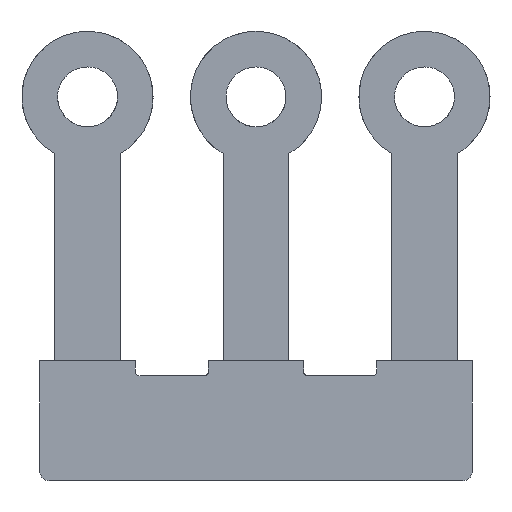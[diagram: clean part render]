
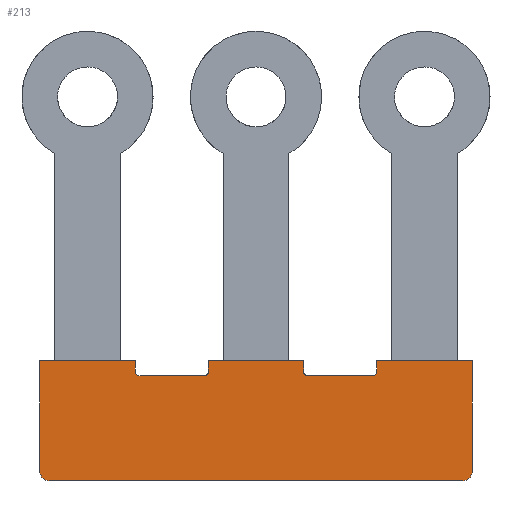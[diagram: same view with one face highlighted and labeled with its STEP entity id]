
A CAD part, front view. The second image highlights one B-rep face of the part: STEP entity #213.
In plain terms, the highlighted planar face has unit normal (0, -1, 0).
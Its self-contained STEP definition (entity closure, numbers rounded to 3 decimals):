
#74=AXIS2_PLACEMENT_3D('Plane Axis2P3D',#71,#72,#73) ;
#87=AXIS2_PLACEMENT_3D('Circle Axis2P3D',#85,#86,$) ;
#115=AXIS2_PLACEMENT_3D('Circle Axis2P3D',#113,#114,$) ;
#129=AXIS2_PLACEMENT_3D('Circle Axis2P3D',#127,#128,$) ;
#148=AXIS2_PLACEMENT_3D('Circle Axis2P3D',#146,#147,$) ;
#162=AXIS2_PLACEMENT_3D('Circle Axis2P3D',#160,#161,$) ;
#190=AXIS2_PLACEMENT_3D('Circle Axis2P3D',#188,#189,$) ;
#49=CARTESIAN_POINT('Vertex',(9.95,0.,5.8)) ;
#52=CARTESIAN_POINT('Line Origine',(9.95,0.,6.1)) ;
#56=CARTESIAN_POINT('Vertex',(9.95,0.,6.4)) ;
#71=CARTESIAN_POINT('Axis2P3D Location',(17.,0.,3.2)) ;
#76=CARTESIAN_POINT('Line Origine',(12.5,0.,0.)) ;
#80=CARTESIAN_POINT('Vertex',(23.55,0.,0.)) ;
#82=CARTESIAN_POINT('Vertex',(1.45,0.,0.)) ;
#85=CARTESIAN_POINT('Axis2P3D Location',(23.55,0.,0.5)) ;
#89=CARTESIAN_POINT('Vertex',(24.05,0.,0.5)) ;
#92=CARTESIAN_POINT('Line Origine',(24.05,0.,3.45)) ;
#96=CARTESIAN_POINT('Vertex',(24.05,0.,6.4)) ;
#99=CARTESIAN_POINT('Line Origine',(21.5,0.,6.4)) ;
#103=CARTESIAN_POINT('Vertex',(18.95,0.,6.4)) ;
#106=CARTESIAN_POINT('Line Origine',(18.95,0.,6.1)) ;
#110=CARTESIAN_POINT('Vertex',(18.95,0.,5.8)) ;
#113=CARTESIAN_POINT('Axis2P3D Location',(18.75,0.,5.8)) ;
#117=CARTESIAN_POINT('Vertex',(18.75,0.,5.6)) ;
#120=CARTESIAN_POINT('Line Origine',(17.,0.,5.6)) ;
#124=CARTESIAN_POINT('Vertex',(15.25,0.,5.6)) ;
#127=CARTESIAN_POINT('Axis2P3D Location',(15.25,0.,5.8)) ;
#131=CARTESIAN_POINT('Vertex',(15.05,0.,5.8)) ;
#134=CARTESIAN_POINT('Line Origine',(15.05,0.,6.1)) ;
#138=CARTESIAN_POINT('Vertex',(15.05,0.,6.4)) ;
#141=CARTESIAN_POINT('Line Origine',(12.5,0.,6.4)) ;
#146=CARTESIAN_POINT('Axis2P3D Location',(9.75,0.,5.8)) ;
#150=CARTESIAN_POINT('Vertex',(9.75,0.,5.6)) ;
#153=CARTESIAN_POINT('Line Origine',(8.,0.,5.6)) ;
#157=CARTESIAN_POINT('Vertex',(6.25,0.,5.6)) ;
#160=CARTESIAN_POINT('Axis2P3D Location',(6.25,0.,5.8)) ;
#164=CARTESIAN_POINT('Vertex',(6.05,0.,5.8)) ;
#167=CARTESIAN_POINT('Line Origine',(6.05,0.,6.1)) ;
#171=CARTESIAN_POINT('Vertex',(6.05,0.,6.4)) ;
#174=CARTESIAN_POINT('Line Origine',(3.5,0.,6.4)) ;
#178=CARTESIAN_POINT('Vertex',(0.95,0.,6.4)) ;
#181=CARTESIAN_POINT('Line Origine',(0.95,0.,3.45)) ;
#185=CARTESIAN_POINT('Vertex',(0.95,0.,0.5)) ;
#188=CARTESIAN_POINT('Axis2P3D Location',(1.45,0.,0.5)) ;
#53=DIRECTION('Vector Direction',(0.,0.,1.)) ;
#72=DIRECTION('Axis2P3D Direction',(0.,1.,0.)) ;
#73=DIRECTION('Axis2P3D XDirection',(0.,0.,1.)) ;
#77=DIRECTION('Vector Direction',(-1.,0.,0.)) ;
#86=DIRECTION('Axis2P3D Direction',(0.,1.,0.)) ;
#93=DIRECTION('Vector Direction',(0.,0.,-1.)) ;
#100=DIRECTION('Vector Direction',(1.,0.,0.)) ;
#107=DIRECTION('Vector Direction',(0.,0.,1.)) ;
#114=DIRECTION('Axis2P3D Direction',(0.,1.,0.)) ;
#121=DIRECTION('Vector Direction',(1.,0.,0.)) ;
#128=DIRECTION('Axis2P3D Direction',(0.,1.,0.)) ;
#135=DIRECTION('Vector Direction',(0.,0.,-1.)) ;
#142=DIRECTION('Vector Direction',(1.,0.,0.)) ;
#147=DIRECTION('Axis2P3D Direction',(0.,1.,0.)) ;
#154=DIRECTION('Vector Direction',(1.,0.,0.)) ;
#161=DIRECTION('Axis2P3D Direction',(0.,1.,0.)) ;
#168=DIRECTION('Vector Direction',(0.,0.,-1.)) ;
#175=DIRECTION('Vector Direction',(1.,0.,0.)) ;
#182=DIRECTION('Vector Direction',(0.,0.,1.)) ;
#189=DIRECTION('Axis2P3D Direction',(0.,1.,0.)) ;
#54=VECTOR('Line Direction',#53,1.) ;
#78=VECTOR('Line Direction',#77,1.) ;
#94=VECTOR('Line Direction',#93,1.) ;
#101=VECTOR('Line Direction',#100,1.) ;
#108=VECTOR('Line Direction',#107,1.) ;
#122=VECTOR('Line Direction',#121,1.) ;
#136=VECTOR('Line Direction',#135,1.) ;
#143=VECTOR('Line Direction',#142,1.) ;
#155=VECTOR('Line Direction',#154,1.) ;
#169=VECTOR('Line Direction',#168,1.) ;
#176=VECTOR('Line Direction',#175,1.) ;
#183=VECTOR('Line Direction',#182,1.) ;
#194=ORIENTED_EDGE('',*,*,#84,.F.) ;
#195=ORIENTED_EDGE('',*,*,#91,.T.) ;
#196=ORIENTED_EDGE('',*,*,#98,.F.) ;
#197=ORIENTED_EDGE('',*,*,#105,.F.) ;
#198=ORIENTED_EDGE('',*,*,#112,.F.) ;
#199=ORIENTED_EDGE('',*,*,#119,.T.) ;
#200=ORIENTED_EDGE('',*,*,#126,.F.) ;
#201=ORIENTED_EDGE('',*,*,#133,.T.) ;
#202=ORIENTED_EDGE('',*,*,#140,.F.) ;
#203=ORIENTED_EDGE('',*,*,#145,.F.) ;
#204=ORIENTED_EDGE('',*,*,#58,.F.) ;
#205=ORIENTED_EDGE('',*,*,#152,.T.) ;
#206=ORIENTED_EDGE('',*,*,#159,.F.) ;
#207=ORIENTED_EDGE('',*,*,#166,.T.) ;
#208=ORIENTED_EDGE('',*,*,#173,.F.) ;
#209=ORIENTED_EDGE('',*,*,#180,.F.) ;
#210=ORIENTED_EDGE('',*,*,#187,.F.) ;
#211=ORIENTED_EDGE('',*,*,#192,.T.) ;
#213=ADVANCED_FACE('CBS3U 3 way Ring type Shorting link .par -plastic',(#212),#75,.F.) ;
#88=CIRCLE('generated circle',#87,0.5) ;
#116=CIRCLE('generated circle',#115,0.2) ;
#130=CIRCLE('generated circle',#129,0.2) ;
#149=CIRCLE('generated circle',#148,0.2) ;
#163=CIRCLE('generated circle',#162,0.2) ;
#191=CIRCLE('generated circle',#190,0.5) ;
#58=EDGE_CURVE('',#50,#57,#55,.T.) ;
#84=EDGE_CURVE('',#81,#83,#79,.T.) ;
#91=EDGE_CURVE('',#81,#90,#88,.F.) ;
#98=EDGE_CURVE('',#97,#90,#95,.T.) ;
#105=EDGE_CURVE('',#104,#97,#102,.T.) ;
#112=EDGE_CURVE('',#111,#104,#109,.T.) ;
#119=EDGE_CURVE('',#111,#118,#116,.T.) ;
#126=EDGE_CURVE('',#125,#118,#123,.T.) ;
#133=EDGE_CURVE('',#125,#132,#130,.T.) ;
#140=EDGE_CURVE('',#139,#132,#137,.T.) ;
#145=EDGE_CURVE('',#57,#139,#144,.T.) ;
#152=EDGE_CURVE('',#50,#151,#149,.T.) ;
#159=EDGE_CURVE('',#158,#151,#156,.T.) ;
#166=EDGE_CURVE('',#158,#165,#163,.T.) ;
#173=EDGE_CURVE('',#172,#165,#170,.T.) ;
#180=EDGE_CURVE('',#179,#172,#177,.T.) ;
#187=EDGE_CURVE('',#186,#179,#184,.T.) ;
#192=EDGE_CURVE('',#186,#83,#191,.F.) ;
#193=EDGE_LOOP('',(#194,#195,#196,#197,#198,#199,#200,#201,#202,#203,#204,#205,#206,#207,#208,#209,#210,#211)) ;
#212=FACE_OUTER_BOUND('',#193,.T.) ;
#55=LINE('Line',#52,#54) ;
#79=LINE('Line',#76,#78) ;
#95=LINE('Line',#92,#94) ;
#102=LINE('Line',#99,#101) ;
#109=LINE('Line',#106,#108) ;
#123=LINE('Line',#120,#122) ;
#137=LINE('Line',#134,#136) ;
#144=LINE('Line',#141,#143) ;
#156=LINE('Line',#153,#155) ;
#170=LINE('Line',#167,#169) ;
#177=LINE('Line',#174,#176) ;
#184=LINE('Line',#181,#183) ;
#75=PLANE('',#74) ;
#50=VERTEX_POINT('',#49) ;
#57=VERTEX_POINT('',#56) ;
#81=VERTEX_POINT('',#80) ;
#83=VERTEX_POINT('',#82) ;
#90=VERTEX_POINT('',#89) ;
#97=VERTEX_POINT('',#96) ;
#104=VERTEX_POINT('',#103) ;
#111=VERTEX_POINT('',#110) ;
#118=VERTEX_POINT('',#117) ;
#125=VERTEX_POINT('',#124) ;
#132=VERTEX_POINT('',#131) ;
#139=VERTEX_POINT('',#138) ;
#151=VERTEX_POINT('',#150) ;
#158=VERTEX_POINT('',#157) ;
#165=VERTEX_POINT('',#164) ;
#172=VERTEX_POINT('',#171) ;
#179=VERTEX_POINT('',#178) ;
#186=VERTEX_POINT('',#185) ;
